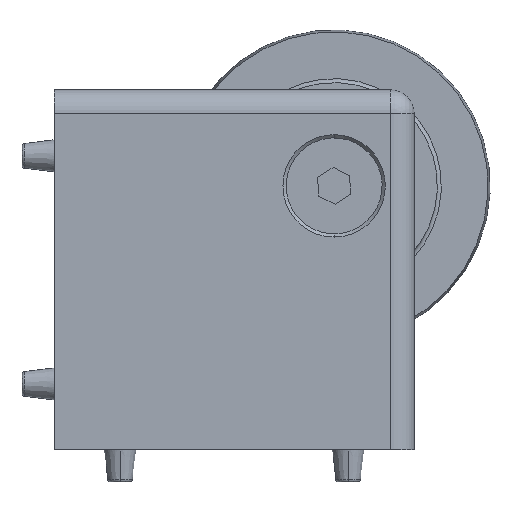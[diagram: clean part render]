
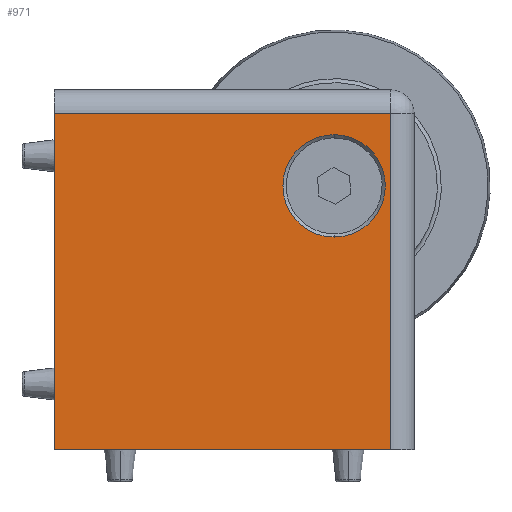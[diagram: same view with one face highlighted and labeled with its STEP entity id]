
A CAD part, left-side view. The second image highlights one B-rep face of the part: STEP entity #971.
In plain terms, the highlighted planar face has unit normal (-1, 0, 0).
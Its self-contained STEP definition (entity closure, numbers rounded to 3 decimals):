
#971=ADVANCED_FACE('NONE',(#1938,#1939),#1940,.F.);
#1938=FACE_OUTER_BOUND('',#3027,.T.);
#1939=FACE_BOUND('',#3028,.T.);
#1940=PLANE('',#3029);
#3027=EDGE_LOOP('',(#5086,#5087,#5088,#5089));
#3028=EDGE_LOOP('',(#5090,#5091));
#3029=AXIS2_PLACEMENT_3D('',#5092,#5093,#5094);
#5086=ORIENTED_EDGE('',*,*,#6538,.T.);
#5087=ORIENTED_EDGE('',*,*,#6588,.T.);
#5088=ORIENTED_EDGE('',*,*,#6589,.T.);
#5089=ORIENTED_EDGE('',*,*,#6547,.T.);
#5090=ORIENTED_EDGE('',*,*,#6392,.T.);
#5091=ORIENTED_EDGE('',*,*,#6590,.T.);
#5092=CARTESIAN_POINT('',(-22.5,22.5,22.5));
#5093=DIRECTION('',(1.0,0.,0.));
#5094=DIRECTION('',(0.0,1.0,0.));
#6392=EDGE_CURVE('NONE',#7572,#7570,#7573,.T.);
#6538=EDGE_CURVE('NONE',#7814,#7812,#7815,.T.);
#6547=EDGE_CURVE('NONE',#7825,#7814,#7826,.T.);
#6588=EDGE_CURVE('NONE',#7812,#7884,#7885,.T.);
#6589=EDGE_CURVE('NONE',#7884,#7825,#7886,.T.);
#6590=EDGE_CURVE('NONE',#7570,#7572,#7887,.T.);
#7570=VERTEX_POINT('NONE',#9058);
#7572=VERTEX_POINT('NONE',#9061);
#7573=CIRCLE('',#9062,6.4);
#7812=VERTEX_POINT('NONE',#9420);
#7814=VERTEX_POINT('NONE',#9422);
#7815=LINE('',#9423,#9424);
#7825=VERTEX_POINT('NONE',#9436);
#7826=LINE('',#9437,#9438);
#7884=VERTEX_POINT('NONE',#9518);
#7885=LINE('',#9519,#9520);
#7886=LINE('',#9521,#9522);
#7887=CIRCLE('',#9523,6.4);
#9058=CARTESIAN_POINT('',(-22.5,-12.5,4.1));
#9061=CARTESIAN_POINT('',(-22.5,-12.5,16.9));
#9062=AXIS2_PLACEMENT_3D('',#10739,#10740,#10741);
#9420=CARTESIAN_POINT('',(-22.5,-19.5,-22.5));
#9422=CARTESIAN_POINT('',(-22.5,22.5,-22.5));
#9423=CARTESIAN_POINT('',(-22.5,22.5,-22.5));
#9424=VECTOR('',#10989,1000.0);
#9436=CARTESIAN_POINT('',(-22.5,22.5,19.5));
#9437=CARTESIAN_POINT('',(-22.5,22.5,22.5));
#9438=VECTOR('',#11007,1000.0);
#9518=CARTESIAN_POINT('',(-22.5,-19.5,19.5));
#9519=CARTESIAN_POINT('',(-22.5,-19.5,22.5));
#9520=VECTOR('',#11069,1000.0);
#9521=CARTESIAN_POINT('',(-22.5,22.5,19.5));
#9522=VECTOR('',#11070,1000.0);
#9523=AXIS2_PLACEMENT_3D('',#11071,#11072,#11073);
#10739=CARTESIAN_POINT('',(-22.5,-12.5,10.5));
#10740=DIRECTION('',(1.0,0.0,-0.0));
#10741=DIRECTION('',(0.0,1.0,0.0));
#10989=DIRECTION('',(0.,-1.0,0.0));
#11007=DIRECTION('',(-0.0,-0.0,-1.0));
#11069=DIRECTION('',(0.0,-0.0,1.0));
#11070=DIRECTION('',(0.,1.0,-0.0));
#11071=CARTESIAN_POINT('',(-22.5,-12.5,10.5));
#11072=DIRECTION('',(1.0,0.0,-0.0));
#11073=DIRECTION('',(0.0,1.0,0.0));
